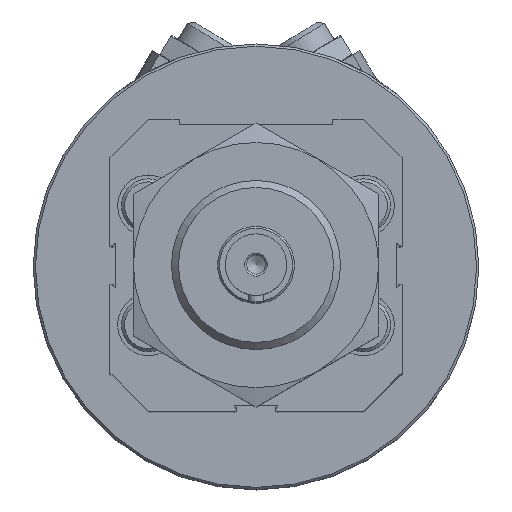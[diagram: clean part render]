
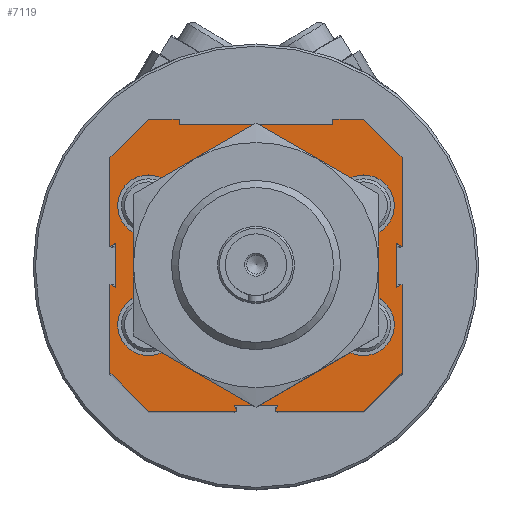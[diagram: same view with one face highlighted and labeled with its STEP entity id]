
A CAD part, top view. The second image highlights one B-rep face of the part: STEP entity #7119.
In plain terms, the highlighted face is planar.
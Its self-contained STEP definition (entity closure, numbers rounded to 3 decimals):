
#202=LINE('',#11236,#731);
#204=LINE('',#11240,#733);
#206=LINE('',#11244,#735);
#240=LINE('',#11330,#769);
#242=LINE('',#11334,#771);
#244=LINE('',#11338,#773);
#278=LINE('',#11424,#807);
#280=LINE('',#11428,#809);
#282=LINE('',#11432,#811);
#342=LINE('',#11588,#871);
#344=LINE('',#11592,#873);
#346=LINE('',#11596,#875);
#388=LINE('',#11697,#917);
#390=LINE('',#11701,#919);
#392=LINE('',#11705,#921);
#393=LINE('',#11707,#922);
#395=LINE('',#11711,#924);
#397=LINE('',#11715,#926);
#398=LINE('',#11717,#927);
#400=LINE('',#11721,#929);
#402=LINE('',#11725,#931);
#403=LINE('',#11727,#932);
#405=LINE('',#11731,#934);
#407=LINE('',#11735,#936);
#731=VECTOR('',#8784,1000.);
#733=VECTOR('',#8788,1000.);
#735=VECTOR('',#8792,1000.);
#769=VECTOR('',#8886,1000.);
#771=VECTOR('',#8890,1000.);
#773=VECTOR('',#8894,1000.);
#807=VECTOR('',#8988,1000.);
#809=VECTOR('',#8992,1000.);
#811=VECTOR('',#8996,1000.);
#871=VECTOR('',#9168,1000.);
#873=VECTOR('',#9172,1000.);
#875=VECTOR('',#9176,1000.);
#917=VECTOR('',#9294,1000.);
#919=VECTOR('',#9298,1000.);
#921=VECTOR('',#9302,1000.);
#922=VECTOR('',#9305,1000.);
#924=VECTOR('',#9309,1000.);
#926=VECTOR('',#9313,1000.);
#927=VECTOR('',#9316,1000.);
#929=VECTOR('',#9320,1000.);
#931=VECTOR('',#9324,1000.);
#932=VECTOR('',#9327,1000.);
#934=VECTOR('',#9331,1000.);
#936=VECTOR('',#9335,1000.);
#1279=PLANE('',#7865);
#1722=CIRCLE('',#7866,4.);
#1723=CIRCLE('',#7867,4.);
#1724=CIRCLE('',#7868,4.);
#1725=CIRCLE('',#7869,4.);
#1726=CIRCLE('',#7870,11.);
#2820=ORIENTED_EDGE('',*,*,#4341,.T.);
#2821=ORIENTED_EDGE('',*,*,#4342,.T.);
#2822=ORIENTED_EDGE('',*,*,#4343,.T.);
#2823=ORIENTED_EDGE('',*,*,#4344,.T.);
#2824=ORIENTED_EDGE('',*,*,#4345,.F.);
#2825=ORIENTED_EDGE('',*,*,#4088,.F.);
#2826=ORIENTED_EDGE('',*,*,#4340,.F.);
#2827=ORIENTED_EDGE('',*,*,#4338,.F.);
#2828=ORIENTED_EDGE('',*,*,#4336,.F.);
#2829=ORIENTED_EDGE('',*,*,#4270,.F.);
#2830=ORIENTED_EDGE('',*,*,#4268,.F.);
#2831=ORIENTED_EDGE('',*,*,#4266,.F.);
#2832=ORIENTED_EDGE('',*,*,#4335,.F.);
#2833=ORIENTED_EDGE('',*,*,#4333,.F.);
#2834=ORIENTED_EDGE('',*,*,#4331,.F.);
#2835=ORIENTED_EDGE('',*,*,#4188,.F.);
#2836=ORIENTED_EDGE('',*,*,#4186,.F.);
#2837=ORIENTED_EDGE('',*,*,#4184,.F.);
#2838=ORIENTED_EDGE('',*,*,#4330,.F.);
#2839=ORIENTED_EDGE('',*,*,#4328,.F.);
#2840=ORIENTED_EDGE('',*,*,#4326,.F.);
#2841=ORIENTED_EDGE('',*,*,#4140,.F.);
#2842=ORIENTED_EDGE('',*,*,#4138,.F.);
#2843=ORIENTED_EDGE('',*,*,#4136,.F.);
#2844=ORIENTED_EDGE('',*,*,#4325,.F.);
#2845=ORIENTED_EDGE('',*,*,#4323,.F.);
#2846=ORIENTED_EDGE('',*,*,#4321,.F.);
#2847=ORIENTED_EDGE('',*,*,#4092,.F.);
#2848=ORIENTED_EDGE('',*,*,#4090,.F.);
#4088=EDGE_CURVE('',#5053,#5054,#202,.T.);
#4090=EDGE_CURVE('',#5054,#5055,#204,.T.);
#4092=EDGE_CURVE('',#5055,#5056,#206,.T.);
#4136=EDGE_CURVE('',#5077,#5078,#240,.T.);
#4138=EDGE_CURVE('',#5078,#5079,#242,.T.);
#4140=EDGE_CURVE('',#5079,#5080,#244,.T.);
#4184=EDGE_CURVE('',#5101,#5102,#278,.T.);
#4186=EDGE_CURVE('',#5102,#5103,#280,.T.);
#4188=EDGE_CURVE('',#5103,#5104,#282,.T.);
#4266=EDGE_CURVE('',#5143,#5144,#342,.T.);
#4268=EDGE_CURVE('',#5144,#5145,#344,.T.);
#4270=EDGE_CURVE('',#5145,#5146,#346,.T.);
#4321=EDGE_CURVE('',#5056,#5167,#388,.T.);
#4323=EDGE_CURVE('',#5167,#5168,#390,.T.);
#4325=EDGE_CURVE('',#5168,#5077,#392,.T.);
#4326=EDGE_CURVE('',#5080,#5169,#393,.T.);
#4328=EDGE_CURVE('',#5169,#5170,#395,.T.);
#4330=EDGE_CURVE('',#5170,#5101,#397,.T.);
#4331=EDGE_CURVE('',#5104,#5171,#398,.T.);
#4333=EDGE_CURVE('',#5171,#5172,#400,.T.);
#4335=EDGE_CURVE('',#5172,#5143,#402,.T.);
#4336=EDGE_CURVE('',#5146,#5173,#403,.T.);
#4338=EDGE_CURVE('',#5173,#5174,#405,.T.);
#4340=EDGE_CURVE('',#5174,#5053,#407,.T.);
#4341=EDGE_CURVE('',#5175,#5175,#1722,.T.);
#4342=EDGE_CURVE('',#5176,#5176,#1723,.T.);
#4343=EDGE_CURVE('',#5177,#5177,#1724,.T.);
#4344=EDGE_CURVE('',#5178,#5178,#1725,.T.);
#4345=EDGE_CURVE('',#5179,#5179,#1726,.F.);
#5053=VERTEX_POINT('',#11235);
#5054=VERTEX_POINT('',#11237);
#5055=VERTEX_POINT('',#11241);
#5056=VERTEX_POINT('',#11245);
#5077=VERTEX_POINT('',#11329);
#5078=VERTEX_POINT('',#11331);
#5079=VERTEX_POINT('',#11335);
#5080=VERTEX_POINT('',#11339);
#5101=VERTEX_POINT('',#11423);
#5102=VERTEX_POINT('',#11425);
#5103=VERTEX_POINT('',#11429);
#5104=VERTEX_POINT('',#11433);
#5143=VERTEX_POINT('',#11587);
#5144=VERTEX_POINT('',#11589);
#5145=VERTEX_POINT('',#11593);
#5146=VERTEX_POINT('',#11597);
#5167=VERTEX_POINT('',#11698);
#5168=VERTEX_POINT('',#11702);
#5169=VERTEX_POINT('',#11708);
#5170=VERTEX_POINT('',#11712);
#5171=VERTEX_POINT('',#11718);
#5172=VERTEX_POINT('',#11722);
#5173=VERTEX_POINT('',#11728);
#5174=VERTEX_POINT('',#11732);
#5175=VERTEX_POINT('',#11738);
#5176=VERTEX_POINT('',#11740);
#5177=VERTEX_POINT('',#11742);
#5178=VERTEX_POINT('',#11744);
#5179=VERTEX_POINT('',#11746);
#5833=EDGE_LOOP('',(#2820));
#5834=EDGE_LOOP('',(#2821));
#5835=EDGE_LOOP('',(#2822));
#5836=EDGE_LOOP('',(#2823));
#5837=EDGE_LOOP('',(#2824));
#5838=EDGE_LOOP('',(#2825,#2826,#2827,#2828,#2829,#2830,#2831,#2832,#2833,
#2834,#2835,#2836,#2837,#2838,#2839,#2840,#2841,#2842,#2843,#2844,#2845,
#2846,#2847,#2848));
#6468=FACE_BOUND('',#5833,.T.);
#6469=FACE_BOUND('',#5834,.T.);
#6470=FACE_BOUND('',#5835,.T.);
#6471=FACE_BOUND('',#5836,.T.);
#6472=FACE_BOUND('',#5837,.T.);
#6473=FACE_BOUND('',#5838,.T.);
#7119=ADVANCED_FACE('',(#6468,#6469,#6470,#6471,#6472,#6473),#1279,.F.);
#7865=AXIS2_PLACEMENT_3D('',#11736,#9336,#9337);
#7866=AXIS2_PLACEMENT_3D('',#11737,#9338,#9339);
#7867=AXIS2_PLACEMENT_3D('',#11739,#9340,#9341);
#7868=AXIS2_PLACEMENT_3D('',#11741,#9342,#9343);
#7869=AXIS2_PLACEMENT_3D('',#11743,#9344,#9345);
#7870=AXIS2_PLACEMENT_3D('',#11745,#9346,#9347);
#8784=DIRECTION('',(0.,-1.,0.));
#8788=DIRECTION('',(0.,-0.707,-0.707));
#8792=DIRECTION('',(0.,0.,-1.));
#8886=DIRECTION('',(0.,0.,-1.));
#8890=DIRECTION('',(0.,0.707,-0.707));
#8894=DIRECTION('',(0.,1.,0.));
#8988=DIRECTION('',(0.,1.,0.));
#8992=DIRECTION('',(0.,0.707,0.707));
#8996=DIRECTION('',(0.,0.,1.));
#9168=DIRECTION('',(0.,0.,1.));
#9172=DIRECTION('',(0.,-0.707,0.707));
#9176=DIRECTION('',(0.,-1.,0.));
#9294=DIRECTION('',(0.,0.903,0.429));
#9298=DIRECTION('',(0.,0.,-1.));
#9302=DIRECTION('',(0.,-0.903,0.429));
#9305=DIRECTION('',(0.,-0.429,0.903));
#9309=DIRECTION('',(0.,1.,0.));
#9313=DIRECTION('',(0.,-0.429,-0.903));
#9316=DIRECTION('',(0.,-0.996,0.087));
#9320=DIRECTION('',(0.,0.,1.));
#9324=DIRECTION('',(0.,0.996,0.087));
#9327=DIRECTION('',(0.,0.429,-0.903));
#9331=DIRECTION('',(0.,-1.,0.));
#9335=DIRECTION('',(0.,0.429,0.903));
#9336=DIRECTION('',(1.,0.,0.));
#9337=DIRECTION('',(0.,0.,-1.));
#9338=DIRECTION('',(1.,0.,0.));
#9339=DIRECTION('',(0.,0.,-1.));
#9340=DIRECTION('',(1.,0.,0.));
#9341=DIRECTION('',(0.,0.,-1.));
#9342=DIRECTION('',(1.,0.,0.));
#9343=DIRECTION('',(0.,0.,-1.));
#9344=DIRECTION('',(1.,0.,0.));
#9345=DIRECTION('',(0.,0.,-1.));
#9346=DIRECTION('',(1.,0.,0.));
#9347=DIRECTION('',(0.,0.,-1.));
#11235=CARTESIAN_POINT('',(-171.6,-2.489,19.));
#11236=CARTESIAN_POINT('',(-171.6,-2.489,19.));
#11237=CARTESIAN_POINT('',(-171.6,-14.,19.));
#11240=CARTESIAN_POINT('',(-171.6,-14.,19.));
#11241=CARTESIAN_POINT('',(-171.6,-19.,14.));
#11244=CARTESIAN_POINT('',(-171.6,-19.,14.));
#11245=CARTESIAN_POINT('',(-171.6,-19.,2.489));
#11329=CARTESIAN_POINT('',(-171.6,-19.,-2.489));
#11330=CARTESIAN_POINT('',(-171.6,-19.,-2.489));
#11331=CARTESIAN_POINT('',(-171.6,-19.,-14.));
#11334=CARTESIAN_POINT('',(-171.6,-19.,-14.));
#11335=CARTESIAN_POINT('',(-171.6,-14.,-19.));
#11338=CARTESIAN_POINT('',(-171.6,-14.,-19.));
#11339=CARTESIAN_POINT('',(-171.6,-2.489,-19.));
#11423=CARTESIAN_POINT('',(-171.6,2.489,-19.));
#11424=CARTESIAN_POINT('',(-171.6,2.489,-19.));
#11425=CARTESIAN_POINT('',(-171.6,14.,-19.));
#11428=CARTESIAN_POINT('',(-171.6,14.,-19.));
#11429=CARTESIAN_POINT('',(-171.6,19.,-14.));
#11432=CARTESIAN_POINT('',(-171.6,19.,-14.));
#11433=CARTESIAN_POINT('',(-171.6,19.,-10.));
#11587=CARTESIAN_POINT('',(-171.6,19.,10.));
#11588=CARTESIAN_POINT('',(-171.6,19.,10.));
#11589=CARTESIAN_POINT('',(-171.6,19.,14.));
#11592=CARTESIAN_POINT('',(-171.6,19.,14.));
#11593=CARTESIAN_POINT('',(-171.6,14.,19.));
#11596=CARTESIAN_POINT('',(-171.6,14.,19.));
#11597=CARTESIAN_POINT('',(-171.6,2.489,19.));
#11697=CARTESIAN_POINT('',(-171.6,-19.,2.489));
#11698=CARTESIAN_POINT('',(-171.6,-18.24,2.85));
#11701=CARTESIAN_POINT('',(-171.6,-18.24,2.85));
#11702=CARTESIAN_POINT('',(-171.6,-18.24,-2.85));
#11705=CARTESIAN_POINT('',(-171.6,-18.24,-2.85));
#11707=CARTESIAN_POINT('',(-171.6,-2.489,-19.));
#11708=CARTESIAN_POINT('',(-171.6,-2.85,-18.24));
#11711=CARTESIAN_POINT('',(-171.6,-2.85,-18.24));
#11712=CARTESIAN_POINT('',(-171.6,2.85,-18.24));
#11715=CARTESIAN_POINT('',(-171.6,2.85,-18.24));
#11717=CARTESIAN_POINT('',(-171.6,19.,-10.));
#11718=CARTESIAN_POINT('',(-171.6,18.316,-9.94));
#11721=CARTESIAN_POINT('',(-171.6,18.316,-9.94));
#11722=CARTESIAN_POINT('',(-171.6,18.316,9.94));
#11725=CARTESIAN_POINT('',(-171.6,18.316,9.94));
#11727=CARTESIAN_POINT('',(-171.6,2.489,19.));
#11728=CARTESIAN_POINT('',(-171.6,2.85,18.24));
#11731=CARTESIAN_POINT('',(-171.6,2.85,18.24));
#11732=CARTESIAN_POINT('',(-171.6,-2.85,18.24));
#11735=CARTESIAN_POINT('',(-171.6,-2.85,18.24));
#11736=CARTESIAN_POINT('',(-171.6,0.,0.));
#11737=CARTESIAN_POINT('',(-171.6,-7.75,14.));
#11738=CARTESIAN_POINT('',(-171.6,-7.75,10.));
#11739=CARTESIAN_POINT('',(-171.6,-7.75,-14.));
#11740=CARTESIAN_POINT('',(-171.6,-7.75,-18.));
#11741=CARTESIAN_POINT('',(-171.6,7.75,-14.));
#11742=CARTESIAN_POINT('',(-171.6,7.75,-18.));
#11743=CARTESIAN_POINT('',(-171.6,7.75,14.));
#11744=CARTESIAN_POINT('',(-171.6,7.75,10.));
#11745=CARTESIAN_POINT('',(-171.6,0.,0.));
#11746=CARTESIAN_POINT('',(-171.6,0.,-11.));
